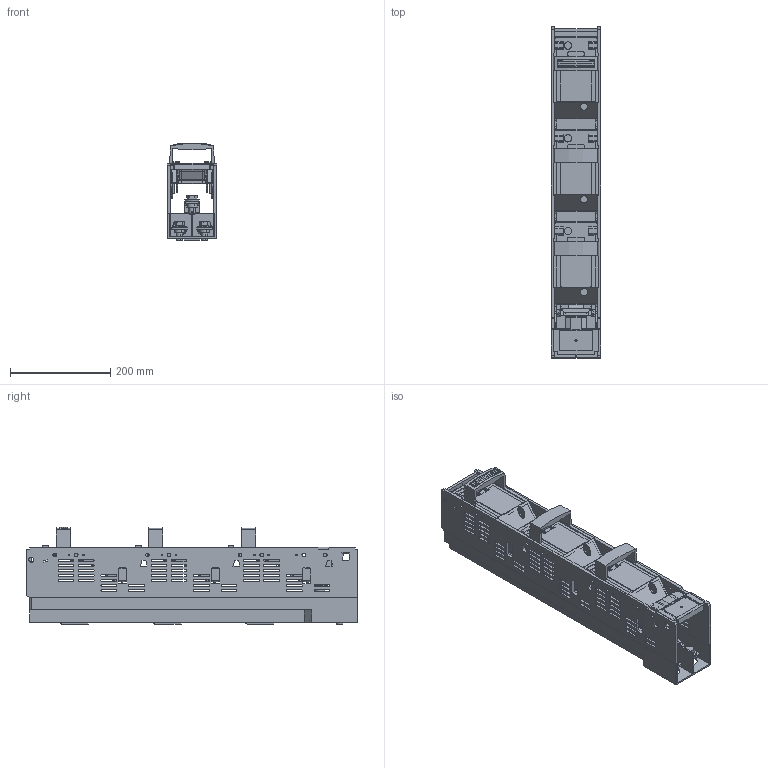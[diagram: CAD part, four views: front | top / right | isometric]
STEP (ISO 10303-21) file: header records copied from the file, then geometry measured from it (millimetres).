
FILE_DESCRIPTION(('STEP AP214'),'1');
FILE_NAME('cctmp_26FC5C9D-1FAE-429D-A052-A3C8B5D05E79_2023_04_14_17_17_42_0210..stp','2023-04-14T15:17:46',('SIEMENS A&D'),('CADClick - www.CADClick.com'),'Spatial InterOp 3D postprocessed',' ','unknown authorization');
FILE_SCHEMA(('AUTOMOTIVE_DESIGN'));
Length unit declared in the file: millimetre
Products named in the file (1): 2023_04_14_17_17_41_0941
Bounding box: 99 x 662 x 194.65 mm (x, y, z)
Volume: 3210063.5 mm3; surface area: 816951.8 mm2
Topology: 1 solids, 1 shells, 3386 faces, 9559 edges, 6172 vertices
Faces by surface type: plane 2455, cylinder 738, bspline 108, cone 78, sphere 7
Entity records: 126808 total; most frequent: CARTESIAN_POINT 27944, ORIENTED_EDGE 19098, DIRECTION 17628, EDGE_CURVE 9549, LINE 7238, VECTOR 7238, VERTEX_POINT 6172, AXIS2_PLACEMENT_3D 5195
